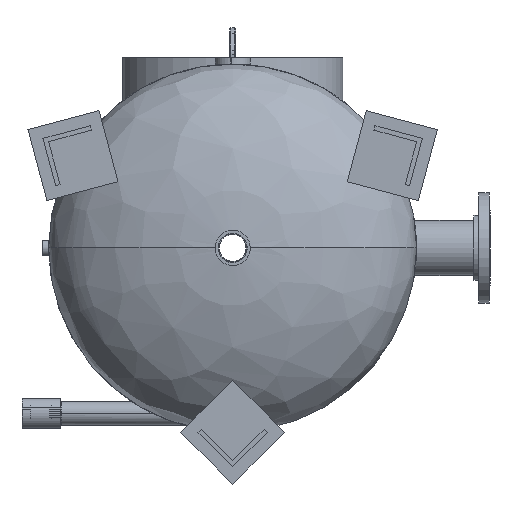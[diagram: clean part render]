
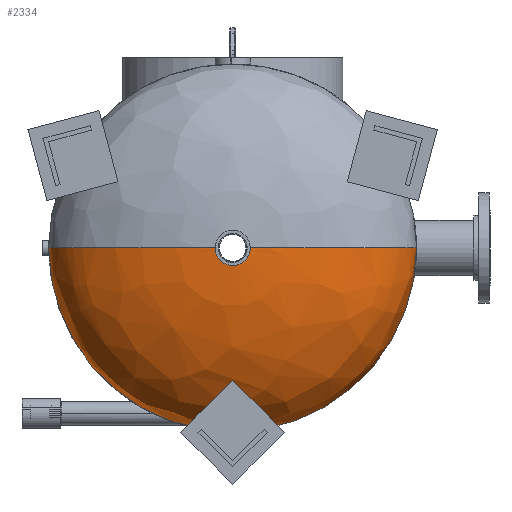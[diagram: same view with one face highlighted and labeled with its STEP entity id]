
A CAD part, front view. The second image highlights one B-rep face of the part: STEP entity #2334.
In plain terms, the highlighted free-form (B-spline) face has degree [3, 3] with [4, 4] control points.
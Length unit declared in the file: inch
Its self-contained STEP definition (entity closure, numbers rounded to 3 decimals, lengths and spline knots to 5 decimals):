
#652 = CARTESIAN_POINT ( 'NONE',  ( 9.46922, 8.55333, 0. ) ) ;
#705 = DIRECTION ( 'NONE',  ( 0., -1., 0. ) ) ;
#918 = CARTESIAN_POINT ( 'NONE',  ( -1.3125, 8.92051, 0. ) ) ;
#932 = EDGE_CURVE ( 'NONE', #18192, #21480, #5245, .T. ) ;
#1880 = CARTESIAN_POINT ( 'NONE',  ( 0., 1.2625, 0. ) ) ;
#2190 = CARTESIAN_POINT ( 'NONE',  ( -9.46922, 8.55333, 0. ) ) ;
#2334 = ADVANCED_FACE ( 'NONE', ( #5841 ), #18496, .T. ) ;
#2536 = CARTESIAN_POINT ( 'NONE',  ( 1.3125, 8.92051, 2.625 ) ) ;
#2558 = AXIS2_PLACEMENT_3D ( 'NONE', #1880, #9088, #20170 ) ;
#3620 = CARTESIAN_POINT ( 'NONE',  ( -15., 1.2625, 0. ) ) ;
#4073 = CARTESIAN_POINT ( 'NONE',  ( -15., 1.2625, 0. ) ) ;
#4357 = ORIENTED_EDGE ( 'NONE', *, *, #15213, .F. ) ;
#4428 = EDGE_CURVE ( 'NONE', #12098, #18192, #18199, .T. ) ;
#4731 = EDGE_LOOP ( 'NONE', ( #19373, #4357, #19609, #17276, #23047, #7504 ) ) ;
#5056 = VERTEX_POINT ( 'NONE', #14224 ) ;
#5245 = CIRCLE ( 'NONE', #22631, 1.3125 ) ;
#5841 = FACE_OUTER_BOUND ( 'NONE', #4731, .T. ) ;
#6200 = CARTESIAN_POINT ( 'NONE',  ( 1.3125, 8.92051, 0. ) ) ;
#6291 = CARTESIAN_POINT ( 'NONE',  ( 15., 1.2625, 0. ) ) ;
#6312 = EDGE_CURVE ( 'NONE', #13076, #21480, #11878, .T. ) ;
#7199 = CARTESIAN_POINT ( 'NONE',  ( 9.46922, 8.55333, 0. ) ) ;
#7412 = CARTESIAN_POINT ( 'NONE',  ( 0., 8.92051, 0. ) ) ;
#7504 = ORIENTED_EDGE ( 'NONE', *, *, #4428, .F. ) ;
#7747 = CARTESIAN_POINT ( 'NONE',  ( 15., 5.45892, 30. ) ) ;
#7797 = CARTESIAN_POINT ( 'NONE',  ( 0., 1.2625, 0. ) ) ;
#8050 = AXIS2_PLACEMENT_3D ( 'NONE', #7412, #16363, #17789 ) ;
#8958 = CARTESIAN_POINT ( 'NONE',  ( 15., 1.2625, 0. ) ) ;
#8966 = CIRCLE ( 'NONE', #2558, 15. ) ;
#9088 = DIRECTION ( 'NONE',  ( 0., -1., 0. ) ) ;
#9447 = DIRECTION ( 'NONE',  ( 0., 0., -1. ) ) ;
#9516 = CARTESIAN_POINT ( 'NONE',  ( 15., 1.2625, 0. ) ) ;
#9619 = AXIS2_PLACEMENT_3D ( 'NONE', #7797, #705, #9447 ) ;
#9627 = CARTESIAN_POINT ( 'NONE',  ( 9.46922, 8.55333, 18.93845 ) ) ;
#11642 = CARTESIAN_POINT ( 'NONE',  ( 0., 8.92051, 1.3125 ) ) ;
#11878 =( BOUNDED_CURVE ( )  B_SPLINE_CURVE ( 3, ( #8958, #21175, #7199, #22945 ),
 .UNSPECIFIED., .F., .F. ) 
 B_SPLINE_CURVE_WITH_KNOTS ( ( 4, 4 ),
 ( 0., 1.48318 ),
 .UNSPECIFIED. ) 
 CURVE ( )  GEOMETRIC_REPRESENTATION_ITEM ( )  RATIONAL_B_SPLINE_CURVE ( ( 1., 0.825, 0.825, 1. ) ) 
 REPRESENTATION_ITEM ( '' )  );
#12098 = VERTEX_POINT ( 'NONE', #918 ) ;
#12730 = EDGE_CURVE ( 'NONE', #17638, #12098, #20039, .T. ) ;
#13076 = VERTEX_POINT ( 'NONE', #6291 ) ;
#13388 = CARTESIAN_POINT ( 'NONE',  ( 15., 5.45892, 0. ) ) ;
#14085 = CARTESIAN_POINT ( 'NONE',  ( -15., 5.45892, 0. ) ) ;
#14110 = CARTESIAN_POINT ( 'NONE',  ( 1.3125, 8.92051, 0. ) ) ;
#14224 = CARTESIAN_POINT ( 'NONE',  ( 0., 1.2625, 15. ) ) ;
#14326 = CARTESIAN_POINT ( 'NONE',  ( -1.3125, 8.92051, 0. ) ) ;
#15168 = CARTESIAN_POINT ( 'NONE',  ( -15., 5.45892, 0. ) ) ;
#15213 = EDGE_CURVE ( 'NONE', #5056, #17638, #19413, .T. ) ;
#15867 = CARTESIAN_POINT ( 'NONE',  ( -15., 1.2625, 0. ) ) ;
#16363 = DIRECTION ( 'NONE',  ( 0., 1., 0. ) ) ;
#16954 = CARTESIAN_POINT ( 'NONE',  ( -15., 5.45892, 30. ) ) ;
#17276 = ORIENTED_EDGE ( 'NONE', *, *, #6312, .T. ) ;
#17638 = VERTEX_POINT ( 'NONE', #3620 ) ;
#17789 = DIRECTION ( 'NONE',  ( 0., 0., -1. ) ) ;
#18192 = VERTEX_POINT ( 'NONE', #11642 ) ;
#18199 = CIRCLE ( 'NONE', #8050, 1.3125 ) ;
#18496 =( BOUNDED_SURFACE ( )  B_SPLINE_SURFACE ( 3, 3, ( 
 ( #9516, #22278, #20504, #4073 ),
 ( #13388, #7747, #16954, #15168 ),
 ( #652, #9627, #20261, #2190 ),
 ( #6200, #2536, #20627, #20386 ) ),
 .UNSPECIFIED., .F., .F., .F. ) 
 B_SPLINE_SURFACE_WITH_KNOTS ( ( 4, 4 ),
 ( 4, 4 ),
 ( 0., 1. ),
 ( 0., 1. ),
 .UNSPECIFIED. ) 
 GEOMETRIC_REPRESENTATION_ITEM ( )  RATIONAL_B_SPLINE_SURFACE ( (
 ( 1., 0.333, 0.333, 1.),
 ( 0.825, 0.275, 0.275, 0.825),
 ( 0.825, 0.275, 0.275, 0.825),
 ( 1., 0.333, 0.333, 1.) ) ) 
 REPRESENTATION_ITEM ( '' )  SURFACE ( )  );
#18510 = DIRECTION ( 'NONE',  ( 0., 0., -1. ) ) ;
#19373 = ORIENTED_EDGE ( 'NONE', *, *, #12730, .F. ) ;
#19413 = CIRCLE ( 'NONE', #9619, 15. ) ;
#19609 = ORIENTED_EDGE ( 'NONE', *, *, #21261, .F. ) ;
#20039 =( BOUNDED_CURVE ( )  B_SPLINE_CURVE ( 3, ( #15867, #14085, #23199, #14326 ),
 .UNSPECIFIED., .F., .T. ) 
 B_SPLINE_CURVE_WITH_KNOTS ( ( 4, 4 ),
 ( 0., 1.48318 ),
 .UNSPECIFIED. ) 
 CURVE ( )  GEOMETRIC_REPRESENTATION_ITEM ( )  RATIONAL_B_SPLINE_CURVE ( ( 1., 0.825, 0.825, 1. ) ) 
 REPRESENTATION_ITEM ( '' )  );
#20170 = DIRECTION ( 'NONE',  ( 0., 0., -1. ) ) ;
#20261 = CARTESIAN_POINT ( 'NONE',  ( -9.46922, 8.55333, 18.93845 ) ) ;
#20386 = CARTESIAN_POINT ( 'NONE',  ( -1.3125, 8.92051, 0. ) ) ;
#20431 = CARTESIAN_POINT ( 'NONE',  ( 0., 8.92051, 0. ) ) ;
#20504 = CARTESIAN_POINT ( 'NONE',  ( -15., 1.2625, 30. ) ) ;
#20627 = CARTESIAN_POINT ( 'NONE',  ( -1.3125, 8.92051, 2.625 ) ) ;
#20680 = DIRECTION ( 'NONE',  ( 0., 1., 0. ) ) ;
#21175 = CARTESIAN_POINT ( 'NONE',  ( 15., 5.45892, 0. ) ) ;
#21261 = EDGE_CURVE ( 'NONE', #13076, #5056, #8966, .T. ) ;
#21480 = VERTEX_POINT ( 'NONE', #14110 ) ;
#22278 = CARTESIAN_POINT ( 'NONE',  ( 15., 1.2625, 30. ) ) ;
#22631 = AXIS2_PLACEMENT_3D ( 'NONE', #20431, #20680, #18510 ) ;
#22945 = CARTESIAN_POINT ( 'NONE',  ( 1.3125, 8.92051, 0. ) ) ;
#23047 = ORIENTED_EDGE ( 'NONE', *, *, #932, .F. ) ;
#23199 = CARTESIAN_POINT ( 'NONE',  ( -9.46922, 8.55333, 0. ) ) ;
